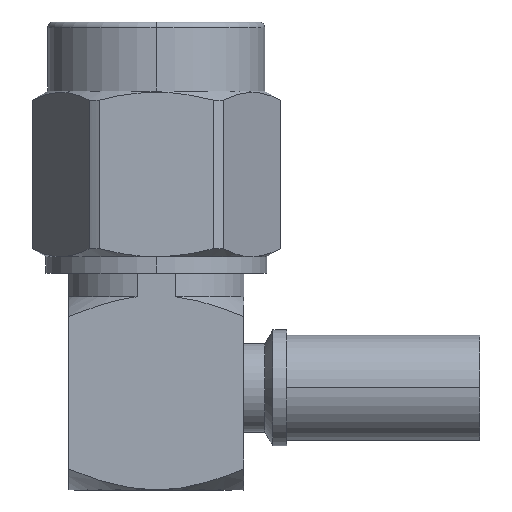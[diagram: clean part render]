
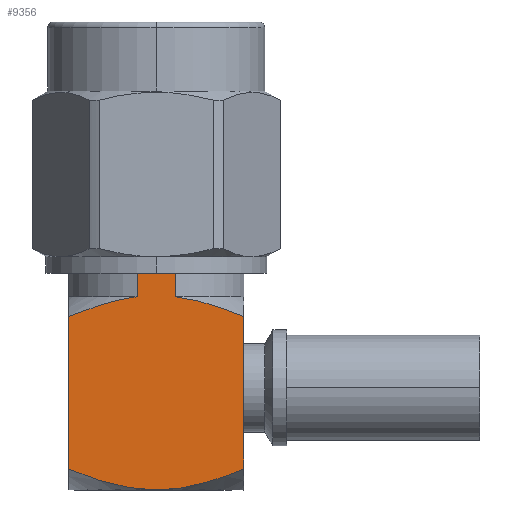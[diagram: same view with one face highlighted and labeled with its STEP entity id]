
A CAD part, left-side view. The second image highlights one B-rep face of the part: STEP entity #9356.
In plain terms, the highlighted planar face has unit normal (-1, 0, 0).
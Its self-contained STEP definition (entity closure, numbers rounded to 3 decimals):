
#537 = EDGE_CURVE ( 'NONE', #7090, #7061, #4623, .T. ) ;
#546 = EDGE_CURVE ( 'NONE', #7087, #7090, #4637, .T. ) ;
#549 = EDGE_CURVE ( 'NONE', #7031, #6926, #11903, .T. ) ;
#565 = EDGE_CURVE ( 'NONE', #6979, #6950, #12032, .T. ) ;
#567 = EDGE_CURVE ( 'NONE', #6926, #6972, #11945, .T. ) ;
#591 = EDGE_CURVE ( 'NONE', #6950, #7087, #4693, .T. ) ;
#593 = EDGE_CURVE ( 'NONE', #6972, #6979, #4695, .T. ) ;
#1014 = EDGE_CURVE ( 'NONE', #7061, #7054, #12204, .T. ) ;
#2058 = CARTESIAN_POINT ( 'NONE',  ( -3.175, 0.694, -5.971 ) ) ;
#2061 = CARTESIAN_POINT ( 'NONE',  ( -3.175, -0.694, -5.971 ) ) ;
#2529 = CARTESIAN_POINT ( 'NONE',  ( -3.175, -3.175, 0. ) ) ;
#2530 = DIRECTION ( 'NONE',  ( 0., 0., -1. ) ) ;
#3742 = FACE_OUTER_BOUND ( 'NONE', #6354, .T. ) ;
#3842 = AXIS2_PLACEMENT_3D ( 'NONE', #14464, #14465, #14466 ) ;
#4438 = VECTOR ( 'NONE', #5887, 1000. ) ;
#4449 = VECTOR ( 'NONE', #5891, 1000. ) ;
#4623 = LINE ( 'NONE', #12974, #13176 ) ;
#4637 = LINE ( 'NONE', #13059, #13161 ) ;
#4693 = LINE ( 'NONE', #5886, #4438 ) ;
#4695 = LINE ( 'NONE', #5890, #4449 ) ;
#5680 = CARTESIAN_POINT ( 'NONE',  ( -3.175, 3.175, -7.716 ) ) ;
#5681 = CARTESIAN_POINT ( 'NONE',  ( -3.175, 2.774, -7.552 ) ) ;
#5682 = CARTESIAN_POINT ( 'NONE',  ( -3.175, 2.369, -7.402 ) ) ;
#5683 = CARTESIAN_POINT ( 'NONE',  ( -3.175, 1.545, -7.152 ) ) ;
#5684 = CARTESIAN_POINT ( 'NONE',  ( -3.175, 1.126, -7.053 ) ) ;
#5685 = CARTESIAN_POINT ( 'NONE',  ( -3.175, 0.694, -7. ) ) ;
#5689 = CARTESIAN_POINT ( 'NONE',  ( -3.175, 0., -14. ) ) ;
#5690 = CARTESIAN_POINT ( 'NONE',  ( -3.175, 0.551, -14. ) ) ;
#5691 = CARTESIAN_POINT ( 'NONE',  ( -3.175, 1.089, -13.914 ) ) ;
#5692 = CARTESIAN_POINT ( 'NONE',  ( -3.175, 2.146, -13.637 ) ) ;
#5693 = CARTESIAN_POINT ( 'NONE',  ( -3.175, 2.668, -13.448 ) ) ;
#5694 = CARTESIAN_POINT ( 'NONE',  ( -3.175, 3.175, -13.241 ) ) ;
#5886 = CARTESIAN_POINT ( 'NONE',  ( -3.175, 0.694, 0.398 ) ) ;
#5887 = DIRECTION ( 'NONE',  ( 0., 0., 1. ) ) ;
#5890 = CARTESIAN_POINT ( 'NONE',  ( -3.175, 3.175, 0. ) ) ;
#5891 = DIRECTION ( 'NONE',  ( 0., 0., 1. ) ) ;
#6236 = ORIENTED_EDGE ( 'NONE', *, *, #546, .F. ) ;
#6274 = ORIENTED_EDGE ( 'NONE', *, *, #1014, .F. ) ;
#6287 = ORIENTED_EDGE ( 'NONE', *, *, #537, .F. ) ;
#6354 = EDGE_LOOP ( 'NONE', ( #6236, #7757, #7742, #7745, #7734, #7744, #7740, #6274, #6287 ) ) ;
#6926 = VERTEX_POINT ( 'NONE', #10135 ) ;
#6950 = VERTEX_POINT ( 'NONE', #10159 ) ;
#6972 = VERTEX_POINT ( 'NONE', #10181 ) ;
#6979 = VERTEX_POINT ( 'NONE', #10188 ) ;
#7031 = VERTEX_POINT ( 'NONE', #10240 ) ;
#7054 = VERTEX_POINT ( 'NONE', #10263 ) ;
#7061 = VERTEX_POINT ( 'NONE', #10270 ) ;
#7087 = VERTEX_POINT ( 'NONE', #2058 ) ;
#7090 = VERTEX_POINT ( 'NONE', #2061 ) ;
#7734 = ORIENTED_EDGE ( 'NONE', *, *, #567, .F. ) ;
#7740 = ORIENTED_EDGE ( 'NONE', *, *, #9581, .F. ) ;
#7742 = ORIENTED_EDGE ( 'NONE', *, *, #565, .F. ) ;
#7744 = ORIENTED_EDGE ( 'NONE', *, *, #549, .F. ) ;
#7745 = ORIENTED_EDGE ( 'NONE', *, *, #593, .F. ) ;
#7757 = ORIENTED_EDGE ( 'NONE', *, *, #591, .F. ) ;
#8599 = CARTESIAN_POINT ( 'NONE',  ( -3.175, -0.694, -7. ) ) ;
#8600 = CARTESIAN_POINT ( 'NONE',  ( -3.175, -1.119, -7.052 ) ) ;
#8601 = CARTESIAN_POINT ( 'NONE',  ( -3.175, -1.538, -7.15 ) ) ;
#8602 = CARTESIAN_POINT ( 'NONE',  ( -3.175, -2.37, -7.402 ) ) ;
#8603 = CARTESIAN_POINT ( 'NONE',  ( -3.175, -2.776, -7.553 ) ) ;
#8604 = CARTESIAN_POINT ( 'NONE',  ( -3.175, -3.175, -7.716 ) ) ;
#9356 = ADVANCED_FACE ( 'NONE', ( #3742 ), #14463, .F. ) ;
#9581 = EDGE_CURVE ( 'NONE', #7054, #7031, #14412, .T. ) ;
#10135 = CARTESIAN_POINT ( 'NONE',  ( -3.175, 0., -14. ) ) ;
#10159 = CARTESIAN_POINT ( 'NONE',  ( -3.175, 0.694, -7. ) ) ;
#10181 = CARTESIAN_POINT ( 'NONE',  ( -3.175, 3.175, -13.241 ) ) ;
#10188 = CARTESIAN_POINT ( 'NONE',  ( -3.175, 3.175, -7.716 ) ) ;
#10240 = CARTESIAN_POINT ( 'NONE',  ( -3.175, -3.175, -13.241 ) ) ;
#10263 = CARTESIAN_POINT ( 'NONE',  ( -3.175, -3.175, -7.716 ) ) ;
#10270 = CARTESIAN_POINT ( 'NONE',  ( -3.175, -0.694, -7. ) ) ;
#11903 = B_SPLINE_CURVE_WITH_KNOTS ( 'NONE', 3,
 ( #12966, #12985, #13040, #13021, #12989, #12978, #12984, #13039 ),
 .UNSPECIFIED., .F., .F.,
 ( 4, 2, 2, 4 ),
 ( 0.003, 0.005, 0.006, 0.007 ),
 .UNSPECIFIED. ) ;
#11945 = B_SPLINE_CURVE_WITH_KNOTS ( 'NONE', 3,
 ( #5689, #5690, #5691, #5692, #5693, #5694 ),
 .UNSPECIFIED., .F., .F.,
 ( 4, 2, 4 ),
 ( 0.007, 0.008, 0.01 ),
 .UNSPECIFIED. ) ;
#12032 = B_SPLINE_CURVE_WITH_KNOTS ( 'NONE', 3,
 ( #5680, #5681, #5682, #5683, #5684, #5685 ),
 .UNSPECIFIED., .F., .F.,
 ( 4, 2, 4 ),
 ( 0.004, 0.006, 0.007 ),
 .UNSPECIFIED. ) ;
#12204 = B_SPLINE_CURVE_WITH_KNOTS ( 'NONE', 3,
 ( #8599, #8600, #8601, #8602, #8603, #8604 ),
 .UNSPECIFIED., .F., .F.,
 ( 4, 2, 4 ),
 ( 0.008, 0.01, 0.011 ),
 .UNSPECIFIED. ) ;
#12966 = CARTESIAN_POINT ( 'NONE',  ( -3.175, -3.175, -13.241 ) ) ;
#12974 = CARTESIAN_POINT ( 'NONE',  ( -3.175, -0.694, 0.398 ) ) ;
#12978 = CARTESIAN_POINT ( 'NONE',  ( -3.175, -0.55, -13.979 ) ) ;
#12984 = CARTESIAN_POINT ( 'NONE',  ( -3.175, -0.273, -14. ) ) ;
#12985 = CARTESIAN_POINT ( 'NONE',  ( -3.175, -2.668, -13.448 ) ) ;
#12989 = CARTESIAN_POINT ( 'NONE',  ( -3.175, -1.091, -13.901 ) ) ;
#12994 = DIRECTION ( 'NONE',  ( 0., -1., 0. ) ) ;
#12996 = DIRECTION ( 'NONE',  ( 0., 0., -1. ) ) ;
#13021 = CARTESIAN_POINT ( 'NONE',  ( -3.175, -1.358, -13.844 ) ) ;
#13039 = CARTESIAN_POINT ( 'NONE',  ( -3.175, 0., -14. ) ) ;
#13040 = CARTESIAN_POINT ( 'NONE',  ( -3.175, -2.15, -13.636 ) ) ;
#13059 = CARTESIAN_POINT ( 'NONE',  ( -3.175, -3.175, -5.971 ) ) ;
#13161 = VECTOR ( 'NONE', #12994, 1000. ) ;
#13176 = VECTOR ( 'NONE', #12996, 1000. ) ;
#14412 = LINE ( 'NONE', #2529, #14818 ) ;
#14463 = PLANE ( 'NONE',  #3842 ) ;
#14464 = CARTESIAN_POINT ( 'NONE',  ( -3.175, -3.175, 0. ) ) ;
#14465 = DIRECTION ( 'NONE',  ( 1., 0., 0. ) ) ;
#14466 = DIRECTION ( 'NONE',  ( 0., 0., -1. ) ) ;
#14818 = VECTOR ( 'NONE', #2530, 1000. ) ;
